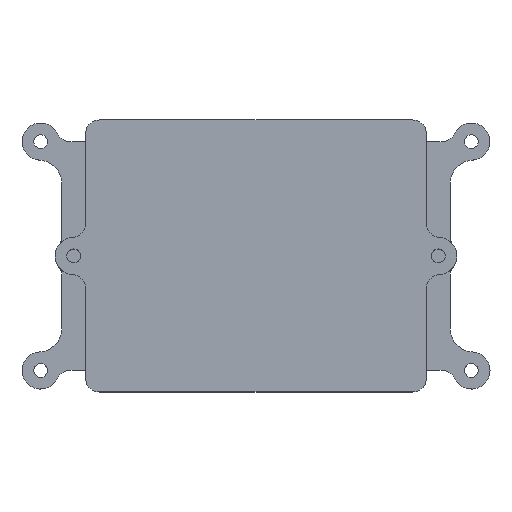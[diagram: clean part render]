
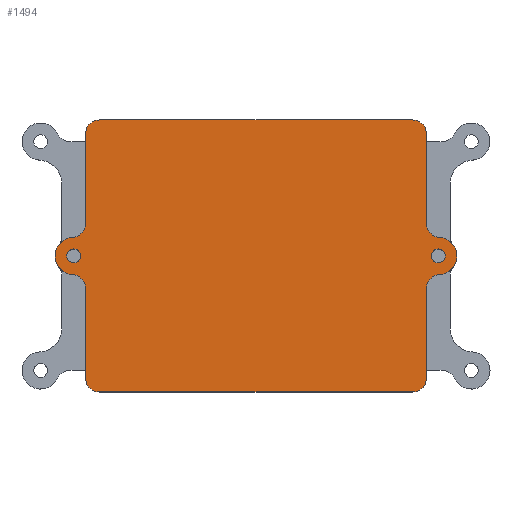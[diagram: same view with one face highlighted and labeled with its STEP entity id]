
A CAD part, top view. The second image highlights one B-rep face of the part: STEP entity #1494.
In plain terms, the highlighted planar face has unit normal (0, 0, 1).
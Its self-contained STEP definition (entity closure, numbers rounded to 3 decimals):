
#30=FACE_BOUND('',#238,.T.);
#31=FACE_BOUND('',#239,.T.);
#66=PLANE('',#1680);
#145=FACE_OUTER_BOUND('',#237,.T.);
#237=EDGE_LOOP('',(#1354,#1355,#1356,#1357,#1358,#1359,#1360,#1361,#1362,
#1363,#1364,#1365,#1366,#1367,#1368,#1369));
#238=EDGE_LOOP('',(#1370));
#239=EDGE_LOOP('',(#1371));
#346=LINE('',#2535,#470);
#353=LINE('',#2559,#477);
#357=LINE('',#2569,#481);
#360=LINE('',#2579,#484);
#362=LINE('',#2585,#486);
#363=LINE('',#2587,#487);
#470=VECTOR('',#2087,10.);
#477=VECTOR('',#2112,10.);
#481=VECTOR('',#2122,10.);
#484=VECTOR('',#2135,10.);
#486=VECTOR('',#2143,10.);
#487=VECTOR('',#2146,10.);
#556=CIRCLE('',#1638,3.);
#558=CIRCLE('',#1641,4.);
#561=CIRCLE('',#1645,3.);
#562=CIRCLE('',#1647,3.);
#564=CIRCLE('',#1650,4.);
#567=CIRCLE('',#1654,3.);
#568=CIRCLE('',#1656,3.);
#575=CIRCLE('',#1666,3.);
#576=CIRCLE('',#1669,3.);
#577=CIRCLE('',#1672,3.);
#578=CIRCLE('',#1674,1.5);
#579=CIRCLE('',#1677,1.5);
#688=VERTEX_POINT('',#2480);
#689=VERTEX_POINT('',#2481);
#692=VERTEX_POINT('',#2489);
#695=VERTEX_POINT('',#2497);
#696=VERTEX_POINT('',#2501);
#697=VERTEX_POINT('',#2502);
#700=VERTEX_POINT('',#2510);
#703=VERTEX_POINT('',#2518);
#704=VERTEX_POINT('',#2522);
#705=VERTEX_POINT('',#2523);
#709=VERTEX_POINT('',#2533);
#717=VERTEX_POINT('',#2555);
#718=VERTEX_POINT('',#2561);
#719=VERTEX_POINT('',#2562);
#720=VERTEX_POINT('',#2567);
#721=VERTEX_POINT('',#2571);
#722=VERTEX_POINT('',#2575);
#723=VERTEX_POINT('',#2581);
#886=EDGE_CURVE('',#688,#689,#556,.T.);
#890=EDGE_CURVE('',#692,#689,#558,.T.);
#894=EDGE_CURVE('',#692,#695,#561,.T.);
#896=EDGE_CURVE('',#696,#697,#562,.T.);
#900=EDGE_CURVE('',#700,#697,#564,.T.);
#904=EDGE_CURVE('',#700,#703,#567,.T.);
#906=EDGE_CURVE('',#704,#705,#568,.T.);
#912=EDGE_CURVE('',#704,#709,#346,.T.);
#923=EDGE_CURVE('',#717,#709,#575,.T.);
#925=EDGE_CURVE('',#717,#695,#353,.T.);
#926=EDGE_CURVE('',#718,#719,#576,.T.);
#930=EDGE_CURVE('',#718,#720,#357,.T.);
#931=EDGE_CURVE('',#721,#720,#577,.T.);
#933=EDGE_CURVE('',#722,#722,#578,.T.);
#935=EDGE_CURVE('',#688,#719,#360,.T.);
#936=EDGE_CURVE('',#723,#723,#579,.T.);
#938=EDGE_CURVE('',#696,#705,#362,.T.);
#939=EDGE_CURVE('',#721,#703,#363,.T.);
#1354=ORIENTED_EDGE('',*,*,#906,.F.);
#1355=ORIENTED_EDGE('',*,*,#912,.T.);
#1356=ORIENTED_EDGE('',*,*,#923,.F.);
#1357=ORIENTED_EDGE('',*,*,#925,.T.);
#1358=ORIENTED_EDGE('',*,*,#894,.F.);
#1359=ORIENTED_EDGE('',*,*,#890,.T.);
#1360=ORIENTED_EDGE('',*,*,#886,.F.);
#1361=ORIENTED_EDGE('',*,*,#935,.T.);
#1362=ORIENTED_EDGE('',*,*,#926,.F.);
#1363=ORIENTED_EDGE('',*,*,#930,.T.);
#1364=ORIENTED_EDGE('',*,*,#931,.F.);
#1365=ORIENTED_EDGE('',*,*,#939,.T.);
#1366=ORIENTED_EDGE('',*,*,#904,.F.);
#1367=ORIENTED_EDGE('',*,*,#900,.T.);
#1368=ORIENTED_EDGE('',*,*,#896,.F.);
#1369=ORIENTED_EDGE('',*,*,#938,.T.);
#1370=ORIENTED_EDGE('',*,*,#933,.T.);
#1371=ORIENTED_EDGE('',*,*,#936,.T.);
#1494=ADVANCED_FACE('',(#145,#30,#31),#66,.T.);
#1638=AXIS2_PLACEMENT_3D('',#2482,#2033,#2034);
#1641=AXIS2_PLACEMENT_3D('',#2490,#2041,#2042);
#1645=AXIS2_PLACEMENT_3D('',#2498,#2050,#2051);
#1647=AXIS2_PLACEMENT_3D('',#2503,#2055,#2056);
#1650=AXIS2_PLACEMENT_3D('',#2511,#2063,#2064);
#1654=AXIS2_PLACEMENT_3D('',#2519,#2072,#2073);
#1656=AXIS2_PLACEMENT_3D('',#2524,#2077,#2078);
#1666=AXIS2_PLACEMENT_3D('',#2556,#2107,#2108);
#1669=AXIS2_PLACEMENT_3D('',#2563,#2115,#2116);
#1672=AXIS2_PLACEMENT_3D('',#2572,#2125,#2126);
#1674=AXIS2_PLACEMENT_3D('',#2576,#2130,#2131);
#1677=AXIS2_PLACEMENT_3D('',#2582,#2138,#2139);
#1680=AXIS2_PLACEMENT_3D('',#2588,#2147,#2148);
#2033=DIRECTION('center_axis',(0.,0.,1.));
#2034=DIRECTION('ref_axis',(0.728,0.685,0.));
#2041=DIRECTION('center_axis',(0.,0.,1.));
#2042=DIRECTION('ref_axis',(0.644,0.765,0.));
#2050=DIRECTION('center_axis',(0.,0.,1.));
#2051=DIRECTION('ref_axis',(0.728,-0.685,0.));
#2055=DIRECTION('center_axis',(0.,0.,1.));
#2056=DIRECTION('ref_axis',(-0.728,-0.685,0.));
#2063=DIRECTION('center_axis',(0.,0.,1.));
#2064=DIRECTION('ref_axis',(-0.644,0.765,0.));
#2072=DIRECTION('center_axis',(0.,0.,1.));
#2073=DIRECTION('ref_axis',(-0.728,0.685,0.));
#2077=DIRECTION('center_axis',(0.,0.,-1.));
#2078=DIRECTION('ref_axis',(0.707,0.707,0.));
#2087=DIRECTION('',(-1.,0.,0.));
#2107=DIRECTION('center_axis',(0.,0.,-1.));
#2108=DIRECTION('ref_axis',(-0.707,0.707,0.));
#2112=DIRECTION('',(0.,-1.,0.));
#2115=DIRECTION('center_axis',(0.,0.,-1.));
#2116=DIRECTION('ref_axis',(-0.707,-0.707,0.));
#2122=DIRECTION('',(1.,0.,0.));
#2125=DIRECTION('center_axis',(0.,0.,-1.));
#2126=DIRECTION('ref_axis',(0.707,-0.707,0.));
#2130=DIRECTION('center_axis',(0.,0.,-1.));
#2131=DIRECTION('ref_axis',(-1.,0.,0.));
#2135=DIRECTION('',(0.,-1.,0.));
#2138=DIRECTION('center_axis',(0.,0.,-1.));
#2139=DIRECTION('ref_axis',(1.,0.,0.));
#2143=DIRECTION('',(0.,1.,0.));
#2146=DIRECTION('',(0.,1.,0.));
#2147=DIRECTION('center_axis',(0.,0.,1.));
#2148=DIRECTION('ref_axis',(1.,0.,0.));
#2480=CARTESIAN_POINT('',(-36.7,-6.987,11.2));
#2481=CARTESIAN_POINT('',(-39.519,-3.993,11.2));
#2482=CARTESIAN_POINT('Origin',(-39.7,-6.987,11.2));
#2489=CARTESIAN_POINT('',(-39.519,3.993,11.2));
#2490=CARTESIAN_POINT('Origin',(-39.277,0.,
11.2));
#2497=CARTESIAN_POINT('',(-36.7,6.987,11.2));
#2498=CARTESIAN_POINT('Origin',(-39.7,6.987,11.2));
#2501=CARTESIAN_POINT('',(36.7,6.987,11.2));
#2502=CARTESIAN_POINT('',(39.519,3.993,11.2));
#2503=CARTESIAN_POINT('Origin',(39.7,6.987,11.2));
#2510=CARTESIAN_POINT('',(39.519,-3.993,11.2));
#2511=CARTESIAN_POINT('Origin',(39.277,0.,11.2));
#2518=CARTESIAN_POINT('',(36.7,-6.987,11.2));
#2519=CARTESIAN_POINT('Origin',(39.7,-6.987,11.2));
#2522=CARTESIAN_POINT('',(33.7,29.3,11.2));
#2523=CARTESIAN_POINT('',(36.7,26.3,11.2));
#2524=CARTESIAN_POINT('Origin',(33.7,26.3,11.2));
#2533=CARTESIAN_POINT('',(-33.7,29.3,11.2));
#2535=CARTESIAN_POINT('',(-36.7,29.3,11.2));
#2555=CARTESIAN_POINT('',(-36.7,26.3,11.2));
#2556=CARTESIAN_POINT('Origin',(-33.7,26.3,11.2));
#2559=CARTESIAN_POINT('',(-36.7,-29.3,11.2));
#2561=CARTESIAN_POINT('',(-33.7,-29.3,11.2));
#2562=CARTESIAN_POINT('',(-36.7,-26.3,11.2));
#2563=CARTESIAN_POINT('Origin',(-33.7,-26.3,11.2));
#2567=CARTESIAN_POINT('',(33.7,-29.3,11.2));
#2569=CARTESIAN_POINT('',(36.7,-29.3,11.2));
#2571=CARTESIAN_POINT('',(36.7,-26.3,11.2));
#2572=CARTESIAN_POINT('Origin',(33.7,-26.3,11.2));
#2575=CARTESIAN_POINT('',(-37.777,0.,11.2));
#2576=CARTESIAN_POINT('Origin',(-39.277,0.,
11.2));
#2579=CARTESIAN_POINT('',(-36.7,-29.3,11.2));
#2581=CARTESIAN_POINT('',(37.777,0.,11.2));
#2582=CARTESIAN_POINT('Origin',(39.277,0.,11.2));
#2585=CARTESIAN_POINT('',(36.7,29.3,11.2));
#2587=CARTESIAN_POINT('',(36.7,29.3,11.2));
#2588=CARTESIAN_POINT('Origin',(0.,0.,11.2));
